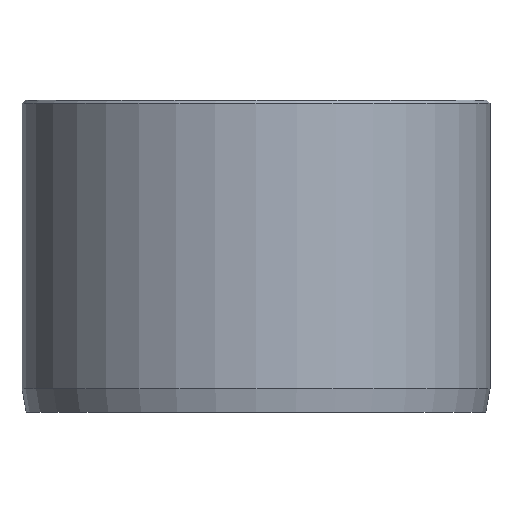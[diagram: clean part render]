
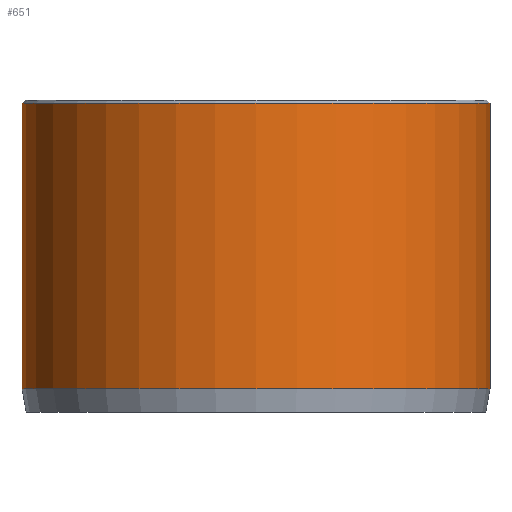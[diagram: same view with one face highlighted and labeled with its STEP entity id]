
A CAD part, front view. The second image highlights one B-rep face of the part: STEP entity #651.
In plain terms, the highlighted cylindrical face has radius 15 mm (diameter 30 mm), a partial arc.
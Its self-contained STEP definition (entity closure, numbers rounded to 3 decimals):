
#59 = DIRECTION ( 'NONE',  ( 0., 0., -1. ) ) ;
#67 = AXIS2_PLACEMENT_3D ( 'NONE', #656, #654, #1188 ) ;
#85 = DIRECTION ( 'NONE',  ( -1., 0., 0. ) ) ;
#183 = CARTESIAN_POINT ( 'NONE',  ( -15., 0., 1.5 ) ) ;
#188 = CARTESIAN_POINT ( 'NONE',  ( 15., 0., 19.8 ) ) ;
#193 = CARTESIAN_POINT ( 'NONE',  ( 0., 0., 1.5 ) ) ;
#198 = CARTESIAN_POINT ( 'NONE',  ( -15., 0., 19.8 ) ) ;
#222 = EDGE_CURVE ( 'NONE', #681, #485, #705, .T. ) ;
#267 = CYLINDRICAL_SURFACE ( 'NONE', #745, 15. ) ;
#271 = EDGE_CURVE ( 'NONE', #1280, #681, #670, .T. ) ;
#278 = ORIENTED_EDGE ( 'NONE', *, *, #636, .T. ) ;
#293 = ORIENTED_EDGE ( 'NONE', *, *, #222, .T. ) ;
#297 = ORIENTED_EDGE ( 'NONE', *, *, #271, .T. ) ;
#298 = ORIENTED_EDGE ( 'NONE', *, *, #1229, .F. ) ;
#309 = DIRECTION ( 'NONE',  ( 1., 0., 0. ) ) ;
#483 = VERTEX_POINT ( 'NONE', #709 ) ;
#485 = VERTEX_POINT ( 'NONE', #183 ) ;
#538 = DIRECTION ( 'NONE',  ( 0., 0., -1. ) ) ;
#569 = AXIS2_PLACEMENT_3D ( 'NONE', #193, #890, #309 ) ;
#613 = CARTESIAN_POINT ( 'NONE',  ( -15., 0., 20. ) ) ;
#636 = EDGE_CURVE ( 'NONE', #485, #483, #1233, .T. ) ;
#651 = ADVANCED_FACE ( 'NONE', ( #1226 ), #267, .T. ) ;
#654 = DIRECTION ( 'NONE',  ( 0., 0., -1. ) ) ;
#656 = CARTESIAN_POINT ( 'NONE',  ( 0., 0., 19.8 ) ) ;
#668 = EDGE_LOOP ( 'NONE', ( #298, #297, #293, #278 ) ) ;
#670 = CIRCLE ( 'NONE', #67, 15. ) ;
#681 = VERTEX_POINT ( 'NONE', #198 ) ;
#705 = LINE ( 'NONE', #613, #718 ) ;
#709 = CARTESIAN_POINT ( 'NONE',  ( 15., 0., 1.5 ) ) ;
#718 = VECTOR ( 'NONE', #59, 1000. ) ;
#745 = AXIS2_PLACEMENT_3D ( 'NONE', #981, #538, #85 ) ;
#884 = CARTESIAN_POINT ( 'NONE',  ( 15., 0., 20. ) ) ;
#890 = DIRECTION ( 'NONE',  ( 0., 0., 1. ) ) ;
#973 = DIRECTION ( 'NONE',  ( 0., 0., -1. ) ) ;
#976 = VECTOR ( 'NONE', #973, 1000. ) ;
#981 = CARTESIAN_POINT ( 'NONE',  ( 0., 0., 20. ) ) ;
#1188 = DIRECTION ( 'NONE',  ( 1., 0., 0. ) ) ;
#1226 = FACE_OUTER_BOUND ( 'NONE', #668, .T. ) ;
#1229 = EDGE_CURVE ( 'NONE', #1280, #483, #1232, .T. ) ;
#1232 = LINE ( 'NONE', #884, #976 ) ;
#1233 = CIRCLE ( 'NONE', #569, 15. ) ;
#1280 = VERTEX_POINT ( 'NONE', #188 ) ;
